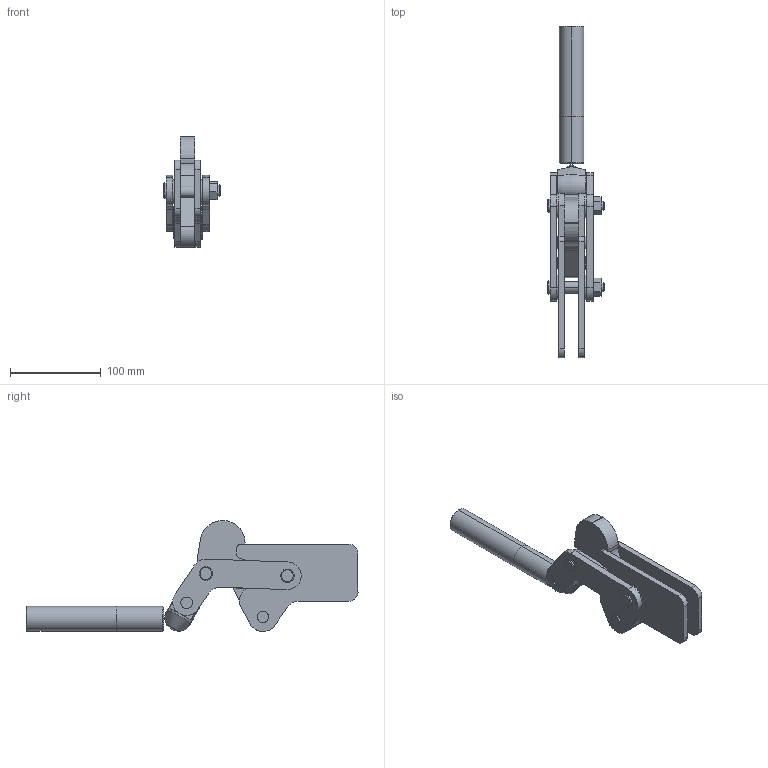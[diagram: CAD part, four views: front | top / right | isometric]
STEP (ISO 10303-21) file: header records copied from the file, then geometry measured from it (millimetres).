
FILE_DESCRIPTION (( 'STEP AP214' ), '1' );
FILE_NAME ('GH-701-K(Â²¤Æ)-1.STEP', '2020-03-04T05:41:30', ( 'LinWei' ), ( '' ), 'SwSTEP 2.0', 'SolidWorks 2016', '' );
FILE_SCHEMA (( 'AUTOMOTIVE_DESIGN' ));
Length unit declared in the file: millimetre
Products named in the file (7): 4702K152-1^GH-701-K(簡化)-1; 3701K26-1^GH-701-K(簡化)-1; Group1^GH-701-K(簡化)-1; Group2^GH-701-K(簡化)-1; 3702K08-1^GH-701-K(簡化)-1; Group6^GH-701-K(簡化)-1; GH-701-K(簡化)-1
Assembly tree (6 placements, depth 2):
  GH-701-K(簡化)-1
    Group6^GH-701-K(簡化)-1
    3702K08-1^GH-701-K(簡化)-1
    Group2^GH-701-K(簡化)-1
    Group1^GH-701-K(簡化)-1
    3701K26-1^GH-701-K(簡化)-1
    4702K152-1^GH-701-K(簡化)-1
Bounding box: 63.2 x 366.71 x 122.72 mm (x, y, z)
Volume: 354246.1 mm3; surface area: 127129.4 mm2
Topology: 6 solids, 7 shells, 257 faces, 614 edges, 391 vertices
Faces by surface type: cylinder 109, plane 95, cone 44, sphere 4, bspline 4, torus 1
Entity records: 8971 total; most frequent: CARTESIAN_POINT 2331, DIRECTION 1301, ORIENTED_EDGE 1224, EDGE_CURVE 612, AXIS2_PLACEMENT_3D 519, VERTEX_POINT 391, EDGE_LOOP 299, LINE 263
